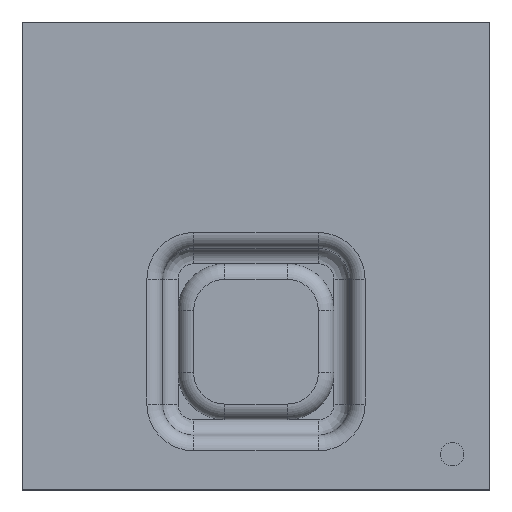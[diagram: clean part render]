
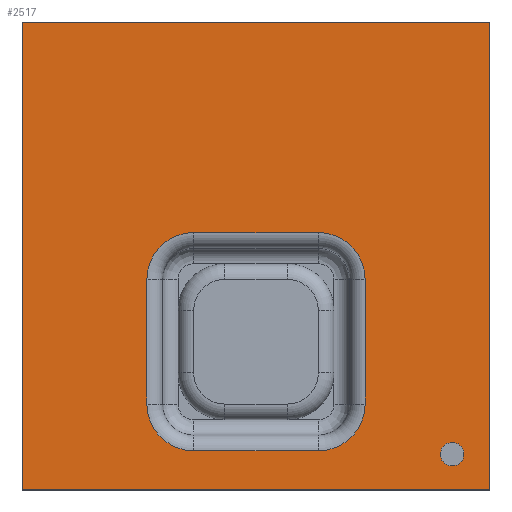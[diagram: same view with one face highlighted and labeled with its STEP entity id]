
A CAD part, top view. The second image highlights one B-rep face of the part: STEP entity #2517.
In plain terms, the highlighted planar face has unit normal (0, 0, 1).
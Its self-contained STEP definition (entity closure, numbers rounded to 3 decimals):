
#24 = VERTEX_POINT('',#25);
#25 = CARTESIAN_POINT('',(1.182,-1.271,0.81)
  );
#31 = EDGE_CURVE('',#32,#24,#34,.T.);
#32 = VERTEX_POINT('',#33);
#33 = CARTESIAN_POINT('',(1.334,-1.271,0.81)
  );
#34 = CIRCLE('',#35,0.076);
#35 = AXIS2_PLACEMENT_3D('',#36,#37,#38);
#36 = CARTESIAN_POINT('',(1.258,-1.271,0.81)
  );
#37 = DIRECTION('',(0.,0.,1.));
#38 = DIRECTION('',(-1.,0.,0.));
#547 = VERTEX_POINT('',#548);
#548 = CARTESIAN_POINT('',(-1.5,1.5,0.81
    ));
#554 = EDGE_CURVE('',#555,#547,#557,.T.);
#555 = VERTEX_POINT('',#556);
#556 = CARTESIAN_POINT('',(1.5,1.5,0.81)
  );
#557 = LINE('',#558,#559);
#558 = CARTESIAN_POINT('',(1.5,1.5,0.81)
  );
#559 = VECTOR('',#560,1.);
#560 = DIRECTION('',(-1.,0.,0.));
#2458 = VERTEX_POINT('',#2459);
#2459 = CARTESIAN_POINT('',(-1.5,-1.5,
    0.81));
#2465 = EDGE_CURVE('',#547,#2458,#2466,.T.);
#2466 = LINE('',#2467,#2468);
#2467 = CARTESIAN_POINT('',(-1.5,-1.5,
    0.81));
#2468 = VECTOR('',#2469,1.);
#2469 = DIRECTION('',(0.,-1.,0.));
#2482 = VERTEX_POINT('',#2483);
#2483 = CARTESIAN_POINT('',(1.5,-1.5,
    0.81));
#2489 = EDGE_CURVE('',#2458,#2482,#2490,.T.);
#2490 = LINE('',#2491,#2492);
#2491 = CARTESIAN_POINT('',(1.5,-1.5,
    0.81));
#2492 = VECTOR('',#2493,1.);
#2493 = DIRECTION('',(1.,0.,-0.));
#2506 = EDGE_CURVE('',#2482,#555,#2507,.T.);
#2507 = LINE('',#2508,#2509);
#2508 = CARTESIAN_POINT('',(1.5,-1.5,
    0.81));
#2509 = VECTOR('',#2510,1.);
#2510 = DIRECTION('',(0.,1.,0.));
#2517 = ADVANCED_FACE('',(#2518,#2528,#2598),#2604,.T.);
#2518 = FACE_BOUND('',#2519,.T.);
#2519 = EDGE_LOOP('',(#2520,#2527));
#2520 = ORIENTED_EDGE('',*,*,#2521,.F.);
#2521 = EDGE_CURVE('',#24,#32,#2522,.T.);
#2522 = CIRCLE('',#2523,0.076);
#2523 = AXIS2_PLACEMENT_3D('',#2524,#2525,#2526);
#2524 = CARTESIAN_POINT('',(1.258,-1.271,
    0.81));
#2525 = DIRECTION('',(0.,0.,1.));
#2526 = DIRECTION('',(-1.,0.,0.));
#2527 = ORIENTED_EDGE('',*,*,#31,.F.);
#2528 = FACE_BOUND('',#2529,.T.);
#2529 = EDGE_LOOP('',(#2530,#2540,#2549,#2557,#2566,#2574,#2583,#2591));
#2530 = ORIENTED_EDGE('',*,*,#2531,.T.);
#2531 = EDGE_CURVE('',#2532,#2534,#2536,.T.);
#2532 = VERTEX_POINT('',#2533);
#2533 = CARTESIAN_POINT('',(-0.4,0.15,
    0.81));
#2534 = VERTEX_POINT('',#2535);
#2535 = CARTESIAN_POINT('',(0.4,0.15,0.81
    ));
#2536 = LINE('',#2537,#2538);
#2537 = CARTESIAN_POINT('',(0.4,0.15,0.81
    ));
#2538 = VECTOR('',#2539,1.);
#2539 = DIRECTION('',(1.,0.,0.));
#2540 = ORIENTED_EDGE('',*,*,#2541,.T.);
#2541 = EDGE_CURVE('',#2534,#2542,#2544,.T.);
#2542 = VERTEX_POINT('',#2543);
#2543 = CARTESIAN_POINT('',(0.7,-0.15,
    0.81));
#2544 = CIRCLE('',#2545,0.3);
#2545 = AXIS2_PLACEMENT_3D('',#2546,#2547,#2548);
#2546 = CARTESIAN_POINT('',(0.4,-0.15,
    0.81));
#2547 = DIRECTION('',(0.,0.,-1.));
#2548 = DIRECTION('',(-1.,0.,0.));
#2549 = ORIENTED_EDGE('',*,*,#2550,.T.);
#2550 = EDGE_CURVE('',#2542,#2551,#2553,.T.);
#2551 = VERTEX_POINT('',#2552);
#2552 = CARTESIAN_POINT('',(0.7,-0.95,
    0.81));
#2553 = LINE('',#2554,#2555);
#2554 = CARTESIAN_POINT('',(0.7,-0.95,
    0.81));
#2555 = VECTOR('',#2556,1.);
#2556 = DIRECTION('',(0.,-1.,0.));
#2557 = ORIENTED_EDGE('',*,*,#2558,.T.);
#2558 = EDGE_CURVE('',#2551,#2559,#2561,.T.);
#2559 = VERTEX_POINT('',#2560);
#2560 = CARTESIAN_POINT('',(0.4,-1.25,
    0.81));
#2561 = CIRCLE('',#2562,0.3);
#2562 = AXIS2_PLACEMENT_3D('',#2563,#2564,#2565);
#2563 = CARTESIAN_POINT('',(0.4,-0.95,
    0.81));
#2564 = DIRECTION('',(-0.,0.,-1.));
#2565 = DIRECTION('',(-1.,0.,0.));
#2566 = ORIENTED_EDGE('',*,*,#2567,.T.);
#2567 = EDGE_CURVE('',#2559,#2568,#2570,.T.);
#2568 = VERTEX_POINT('',#2569);
#2569 = CARTESIAN_POINT('',(-0.4,-1.25,
    0.81));
#2570 = LINE('',#2571,#2572);
#2571 = CARTESIAN_POINT('',(-0.4,-1.25,
    0.81));
#2572 = VECTOR('',#2573,1.);
#2573 = DIRECTION('',(-1.,0.,0.));
#2574 = ORIENTED_EDGE('',*,*,#2575,.T.);
#2575 = EDGE_CURVE('',#2568,#2576,#2578,.T.);
#2576 = VERTEX_POINT('',#2577);
#2577 = CARTESIAN_POINT('',(-0.7,-0.95,
    0.81));
#2578 = CIRCLE('',#2579,0.3);
#2579 = AXIS2_PLACEMENT_3D('',#2580,#2581,#2582);
#2580 = CARTESIAN_POINT('',(-0.4,-0.95,
    0.81));
#2581 = DIRECTION('',(-0.,0.,-1.));
#2582 = DIRECTION('',(-1.,0.,0.));
#2583 = ORIENTED_EDGE('',*,*,#2584,.T.);
#2584 = EDGE_CURVE('',#2576,#2585,#2587,.T.);
#2585 = VERTEX_POINT('',#2586);
#2586 = CARTESIAN_POINT('',(-0.7,-0.15,
    0.81));
#2587 = LINE('',#2588,#2589);
#2588 = CARTESIAN_POINT('',(-0.7,-0.15,
    0.81));
#2589 = VECTOR('',#2590,1.);
#2590 = DIRECTION('',(0.,1.,0.));
#2591 = ORIENTED_EDGE('',*,*,#2592,.T.);
#2592 = EDGE_CURVE('',#2585,#2532,#2593,.T.);
#2593 = CIRCLE('',#2594,0.3);
#2594 = AXIS2_PLACEMENT_3D('',#2595,#2596,#2597);
#2595 = CARTESIAN_POINT('',(-0.4,-0.15,
    0.81));
#2596 = DIRECTION('',(0.,0.,-1.));
#2597 = DIRECTION('',(-1.,0.,0.));
#2598 = FACE_BOUND('',#2599,.T.);
#2599 = EDGE_LOOP('',(#2600,#2601,#2602,#2603));
#2600 = ORIENTED_EDGE('',*,*,#2465,.T.);
#2601 = ORIENTED_EDGE('',*,*,#2489,.T.);
#2602 = ORIENTED_EDGE('',*,*,#2506,.T.);
#2603 = ORIENTED_EDGE('',*,*,#554,.T.);
#2604 = PLANE('',#2605);
#2605 = AXIS2_PLACEMENT_3D('',#2606,#2607,#2608);
#2606 = CARTESIAN_POINT('',(0.,0.,
    0.81));
#2607 = DIRECTION('',(0.,0.,1.));
#2608 = DIRECTION('',(-1.,0.,0.));
